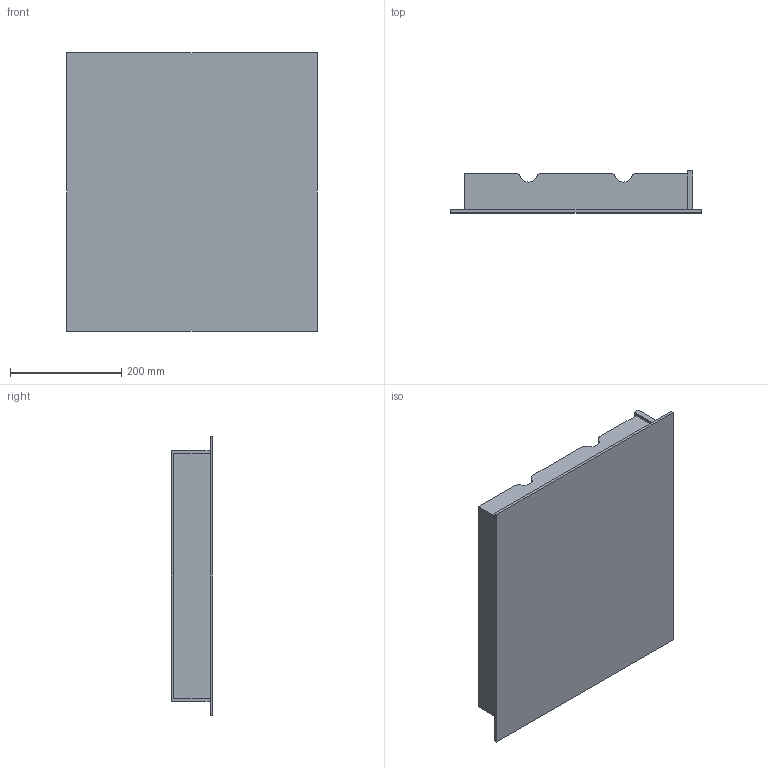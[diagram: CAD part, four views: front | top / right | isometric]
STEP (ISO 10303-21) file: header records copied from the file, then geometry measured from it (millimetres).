
FILE_DESCRIPTION(/* description */ (''),/* implementation_level */ '2;1');
FILE_NAME(/* name */ 'composites.step',/* time_stamp */ '2017-10-12T12:25:08+03:00',/* author */ (''),/* organization */ (''),/* preprocessor_version */ 'ST-DEVELOPER v16.13',/* originating_system */ 'Autodesk Translation Framework v6.1.1.50',/* authorisation */ '');
FILE_SCHEMA (('AUTOMOTIVE_DESIGN { 1 0 10303 214 3 1 1 }'));
Length unit declared in the file: millimetre
Products named in the file (1): printer shelf v8
Bounding box: 450 x 75 x 500 mm (x, y, z)
Volume: 12550845.9 mm3; surface area: 585085.5 mm2
Topology: 1 solids, 1 shells, 23 faces, 60 edges, 40 vertices
Faces by surface type: plane 17, cylinder 6
Entity records: 728 total; most frequent: CARTESIAN_POINT 124, ORIENTED_EDGE 120, DIRECTION 120, EDGE_CURVE 60, LINE 48, VECTOR 48, VERTEX_POINT 40, AXIS2_PLACEMENT_3D 36
